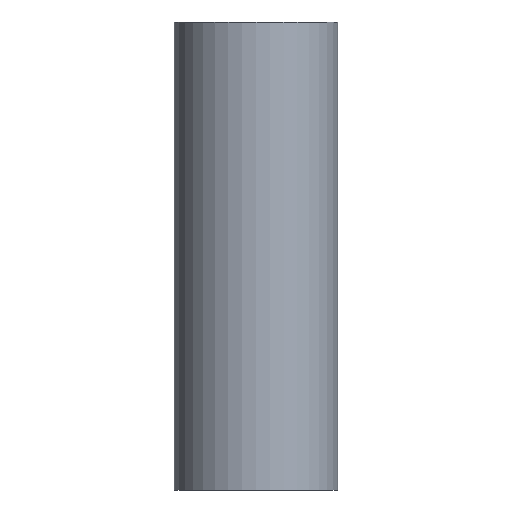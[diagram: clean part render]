
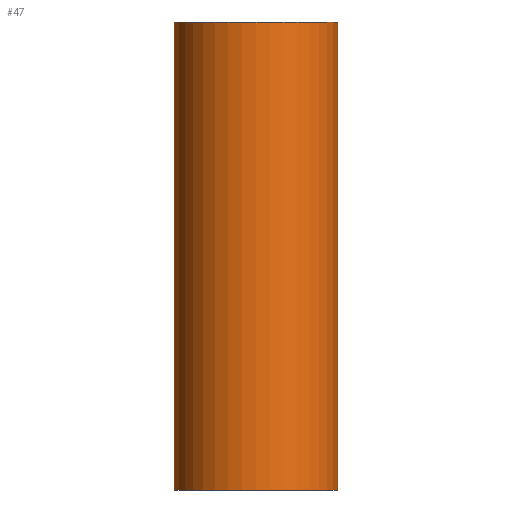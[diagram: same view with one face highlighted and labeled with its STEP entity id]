
A CAD part, front view. The second image highlights one B-rep face of the part: STEP entity #47.
In plain terms, the highlighted cylindrical face has radius 17.5 mm (diameter 35 mm), a partial arc.
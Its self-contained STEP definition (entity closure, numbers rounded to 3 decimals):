
#5 = CARTESIAN_POINT ( 'NONE',  ( 17.5, 0., 0. ) ) ;
#15 = DIRECTION ( 'NONE',  ( 0., 0., -1. ) ) ;
#20 = VECTOR ( 'NONE', #72, 1000. ) ;
#21 = EDGE_CURVE ( 'NONE', #90, #46, #112, .T. ) ;
#25 = CARTESIAN_POINT ( 'NONE',  ( 0., 0., 100. ) ) ;
#34 = VECTOR ( 'NONE', #15, 1000. ) ;
#35 = DIRECTION ( 'NONE',  ( 1., 0., 0. ) ) ;
#45 = DIRECTION ( 'NONE',  ( 0., 0., -1. ) ) ;
#46 = VERTEX_POINT ( 'NONE', #208 ) ;
#47 = ADVANCED_FACE ( 'NONE', ( #83 ), #103, .T. ) ;
#60 = AXIS2_PLACEMENT_3D ( 'NONE', #189, #45, #142 ) ;
#64 = EDGE_CURVE ( 'NONE', #46, #173, #234, .T. ) ;
#72 = DIRECTION ( 'NONE',  ( 0., 0., -1. ) ) ;
#81 = AXIS2_PLACEMENT_3D ( 'NONE', #25, #192, #100 ) ;
#83 = FACE_OUTER_BOUND ( 'NONE', #238, .T. ) ;
#90 = VERTEX_POINT ( 'NONE', #240 ) ;
#93 = EDGE_CURVE ( 'NONE', #90, #210, #146, .T. ) ;
#100 = DIRECTION ( 'NONE',  ( 1., 0., 0. ) ) ;
#103 = CYLINDRICAL_SURFACE ( 'NONE', #60, 17.5 ) ;
#112 = CIRCLE ( 'NONE', #81, 17.5 ) ;
#122 = ORIENTED_EDGE ( 'NONE', *, *, #64, .F. ) ;
#124 = EDGE_CURVE ( 'NONE', #210, #173, #213, .T. ) ;
#141 = ORIENTED_EDGE ( 'NONE', *, *, #21, .F. ) ;
#142 = DIRECTION ( 'NONE',  ( -1., 0., 0. ) ) ;
#146 = LINE ( 'NONE', #236, #20 ) ;
#147 = CARTESIAN_POINT ( 'NONE',  ( -17.5, 0., 0. ) ) ;
#173 = VERTEX_POINT ( 'NONE', #5 ) ;
#182 = DIRECTION ( 'NONE',  ( 0., 0., 1. ) ) ;
#189 = CARTESIAN_POINT ( 'NONE',  ( 0., 0., 100. ) ) ;
#192 = DIRECTION ( 'NONE',  ( 0., 0., 1. ) ) ;
#197 = ORIENTED_EDGE ( 'NONE', *, *, #93, .T. ) ;
#200 = CARTESIAN_POINT ( 'NONE',  ( 0., 0., 0. ) ) ;
#208 = CARTESIAN_POINT ( 'NONE',  ( 17.5, 0., 100. ) ) ;
#210 = VERTEX_POINT ( 'NONE', #147 ) ;
#211 = AXIS2_PLACEMENT_3D ( 'NONE', #200, #182, #35 ) ;
#213 = CIRCLE ( 'NONE', #211, 17.5 ) ;
#220 = CARTESIAN_POINT ( 'NONE',  ( 17.5, 0., 100. ) ) ;
#234 = LINE ( 'NONE', #220, #34 ) ;
#236 = CARTESIAN_POINT ( 'NONE',  ( -17.5, 0., 100. ) ) ;
#238 = EDGE_LOOP ( 'NONE', ( #122, #141, #197, #242 ) ) ;
#240 = CARTESIAN_POINT ( 'NONE',  ( -17.5, 0., 100. ) ) ;
#242 = ORIENTED_EDGE ( 'NONE', *, *, #124, .T. ) ;
